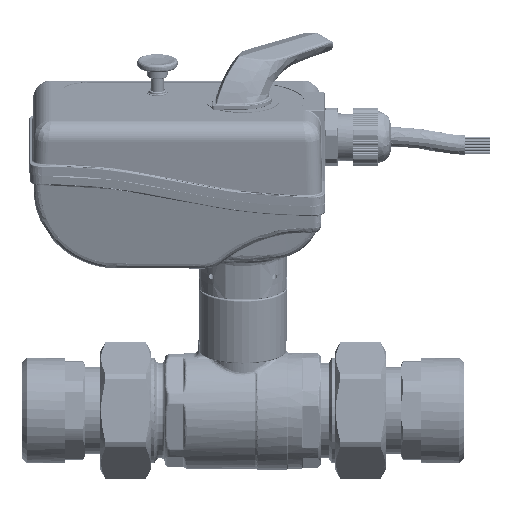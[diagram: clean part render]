
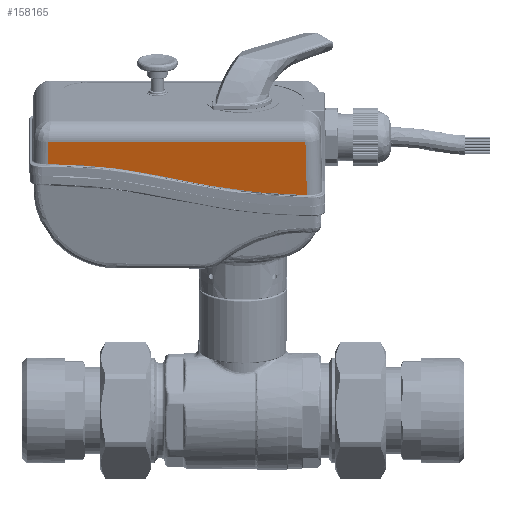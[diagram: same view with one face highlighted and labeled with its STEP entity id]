
A CAD part, front view. The second image highlights one B-rep face of the part: STEP entity #158165.
In plain terms, the highlighted planar face has unit normal (0, 0.96, 0.279).
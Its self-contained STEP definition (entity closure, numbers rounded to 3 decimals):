
#158025=CARTESIAN_POINT('Axis2P3D Location',(-77.881,-148.486,253.828)) ;
#158031=CARTESIAN_POINT('Control Point',(24.731,-148.486,253.828)) ;
#158032=CARTESIAN_POINT('Control Point',(25.301,-142.407,232.931)) ;
#158033=CARTESIAN_POINT('Vertex',(24.731,-148.486,253.828)) ;
#158035=CARTESIAN_POINT('Vertex',(25.301,-142.407,232.931)) ;
#158039=CARTESIAN_POINT('Control Point',(25.301,-142.407,232.931)) ;
#158040=CARTESIAN_POINT('Control Point',(18.669,-142.438,233.038)) ;
#158041=CARTESIAN_POINT('Control Point',(12.38,-142.562,233.462)) ;
#158042=CARTESIAN_POINT('Vertex',(12.38,-142.562,233.462)) ;
#158046=CARTESIAN_POINT('Control Point',(12.38,-142.562,233.462)) ;
#158047=CARTESIAN_POINT('Control Point',(5.807,-142.691,233.905)) ;
#158048=CARTESIAN_POINT('Control Point',(-0.486,-142.922,234.701)) ;
#158049=CARTESIAN_POINT('Vertex',(-0.486,-142.922,234.701)) ;
#158053=CARTESIAN_POINT('Control Point',(-0.486,-142.922,234.701)) ;
#158054=CARTESIAN_POINT('Control Point',(-3.627,-143.038,235.098)) ;
#158055=CARTESIAN_POINT('Control Point',(-6.883,-143.187,235.611)) ;
#158056=CARTESIAN_POINT('Vertex',(-6.883,-143.187,235.611)) ;
#158060=CARTESIAN_POINT('Control Point',(-6.883,-143.187,235.611)) ;
#158061=CARTESIAN_POINT('Control Point',(-9.859,-143.323,236.079)) ;
#158062=CARTESIAN_POINT('Control Point',(-13.252,-143.501,236.691)) ;
#158063=CARTESIAN_POINT('Vertex',(-13.252,-143.501,236.691)) ;
#158067=CARTESIAN_POINT('Control Point',(-13.252,-143.501,236.691)) ;
#158068=CARTESIAN_POINT('Control Point',(-16.078,-143.649,237.201)) ;
#158069=CARTESIAN_POINT('Control Point',(-19.601,-143.848,237.886)) ;
#158070=CARTESIAN_POINT('Vertex',(-19.601,-143.848,237.886)) ;
#158074=CARTESIAN_POINT('Control Point',(-19.601,-143.848,237.886)) ;
#158075=CARTESIAN_POINT('Control Point',(-21.014,-143.928,238.16)) ;
#158076=CARTESIAN_POINT('Control Point',(-22.771,-144.029,238.508)) ;
#158077=CARTESIAN_POINT('Vertex',(-22.771,-144.029,238.508)) ;
#158081=CARTESIAN_POINT('Control Point',(-22.771,-144.029,238.508)) ;
#158082=CARTESIAN_POINT('Control Point',(-23.855,-144.092,238.722)) ;
#158083=CARTESIAN_POINT('Control Point',(-25.94,-144.213,239.137)) ;
#158084=CARTESIAN_POINT('Vertex',(-25.94,-144.213,239.137)) ;
#158088=CARTESIAN_POINT('Control Point',(-25.94,-144.213,239.137)) ;
#158089=CARTESIAN_POINT('Control Point',(-28.084,-144.337,239.564)) ;
#158090=CARTESIAN_POINT('Control Point',(-29.109,-144.396,239.767)) ;
#158091=CARTESIAN_POINT('Vertex',(-29.109,-144.396,239.767)) ;
#158095=CARTESIAN_POINT('Control Point',(-29.109,-144.396,239.767)) ;
#158096=CARTESIAN_POINT('Control Point',(-30.875,-144.497,240.116)) ;
#158097=CARTESIAN_POINT('Control Point',(-32.28,-144.577,240.39)) ;
#158098=CARTESIAN_POINT('Vertex',(-32.28,-144.577,240.39)) ;
#158102=CARTESIAN_POINT('Control Point',(-32.28,-144.577,240.39)) ;
#158103=CARTESIAN_POINT('Control Point',(-35.812,-144.777,241.077)) ;
#158104=CARTESIAN_POINT('Control Point',(-38.634,-144.925,241.588)) ;
#158105=CARTESIAN_POINT('Vertex',(-38.634,-144.925,241.588)) ;
#158109=CARTESIAN_POINT('Control Point',(-38.634,-144.925,241.588)) ;
#158110=CARTESIAN_POINT('Control Point',(-42.034,-145.104,242.203)) ;
#158111=CARTESIAN_POINT('Control Point',(-45.012,-145.241,242.674)) ;
#158112=CARTESIAN_POINT('Vertex',(-45.012,-145.241,242.674)) ;
#158116=CARTESIAN_POINT('Control Point',(-45.012,-145.241,242.674)) ;
#158117=CARTESIAN_POINT('Control Point',(-48.365,-145.396,243.205)) ;
#158118=CARTESIAN_POINT('Control Point',(-51.42,-145.508,243.591)) ;
#158119=CARTESIAN_POINT('Vertex',(-51.42,-145.508,243.591)) ;
#158123=CARTESIAN_POINT('Control Point',(-51.42,-145.508,243.591)) ;
#158124=CARTESIAN_POINT('Control Point',(-57.628,-145.736,244.375)) ;
#158125=CARTESIAN_POINT('Control Point',(-64.318,-145.85,244.767)) ;
#158126=CARTESIAN_POINT('Vertex',(-64.318,-145.85,244.767)) ;
#158130=CARTESIAN_POINT('Control Point',(-64.318,-145.85,244.767)) ;
#158131=CARTESIAN_POINT('Control Point',(-70.467,-145.955,245.128)) ;
#158132=CARTESIAN_POINT('Control Point',(-77.266,-145.967,245.171)) ;
#158133=CARTESIAN_POINT('Vertex',(-77.266,-145.967,245.171)) ;
#158137=CARTESIAN_POINT('Control Point',(-77.266,-145.967,245.171)) ;
#158138=CARTESIAN_POINT('Control Point',(-77.03,-148.486,253.828)) ;
#158139=CARTESIAN_POINT('Vertex',(-77.03,-148.486,253.828)) ;
#158143=CARTESIAN_POINT('Control Point',(-77.03,-148.486,253.828)) ;
#158144=CARTESIAN_POINT('Control Point',(24.731,-148.486,253.828)) ;
#158026=DIRECTION('Axis2P3D Direction',(0.,0.96,0.279)) ;
#158027=DIRECTION('Axis2P3D XDirection',(1.,0.,0.)) ;
#158028=AXIS2_PLACEMENT_3D('Plane Axis2P3D',#158025,#158026,#158027) ;
#158029=PLANE('',#158028) ;
#158037=EDGE_CURVE('',#158034,#158036,#158030,.T.) ;
#158044=EDGE_CURVE('',#158036,#158043,#158038,.T.) ;
#158051=EDGE_CURVE('',#158043,#158050,#158045,.T.) ;
#158058=EDGE_CURVE('',#158050,#158057,#158052,.T.) ;
#158065=EDGE_CURVE('',#158057,#158064,#158059,.T.) ;
#158072=EDGE_CURVE('',#158064,#158071,#158066,.T.) ;
#158079=EDGE_CURVE('',#158071,#158078,#158073,.T.) ;
#158086=EDGE_CURVE('',#158078,#158085,#158080,.T.) ;
#158093=EDGE_CURVE('',#158085,#158092,#158087,.T.) ;
#158100=EDGE_CURVE('',#158092,#158099,#158094,.T.) ;
#158107=EDGE_CURVE('',#158099,#158106,#158101,.T.) ;
#158114=EDGE_CURVE('',#158106,#158113,#158108,.T.) ;
#158121=EDGE_CURVE('',#158113,#158120,#158115,.T.) ;
#158128=EDGE_CURVE('',#158120,#158127,#158122,.T.) ;
#158135=EDGE_CURVE('',#158127,#158134,#158129,.T.) ;
#158141=EDGE_CURVE('',#158134,#158140,#158136,.T.) ;
#158145=EDGE_CURVE('',#158140,#158034,#158142,.T.) ;
#158147=ORIENTED_EDGE('',*,*,#158037,.T.) ;
#158148=ORIENTED_EDGE('',*,*,#158044,.T.) ;
#158149=ORIENTED_EDGE('',*,*,#158051,.T.) ;
#158150=ORIENTED_EDGE('',*,*,#158058,.T.) ;
#158151=ORIENTED_EDGE('',*,*,#158065,.T.) ;
#158152=ORIENTED_EDGE('',*,*,#158072,.T.) ;
#158153=ORIENTED_EDGE('',*,*,#158079,.T.) ;
#158154=ORIENTED_EDGE('',*,*,#158086,.T.) ;
#158155=ORIENTED_EDGE('',*,*,#158093,.T.) ;
#158156=ORIENTED_EDGE('',*,*,#158100,.T.) ;
#158157=ORIENTED_EDGE('',*,*,#158107,.T.) ;
#158158=ORIENTED_EDGE('',*,*,#158114,.T.) ;
#158159=ORIENTED_EDGE('',*,*,#158121,.T.) ;
#158160=ORIENTED_EDGE('',*,*,#158128,.T.) ;
#158161=ORIENTED_EDGE('',*,*,#158135,.T.) ;
#158162=ORIENTED_EDGE('',*,*,#158141,.T.) ;
#158163=ORIENTED_EDGE('',*,*,#158145,.T.) ;
#158146=EDGE_LOOP('',(#158147,#158148,#158149,#158150,#158151,#158152,#158153,#158154,#158155,#158156,#158157,#158158,#158159,#158160,#158161,#158162,#158163)) ;
#158034=VERTEX_POINT('',#158033) ;
#158036=VERTEX_POINT('',#158035) ;
#158043=VERTEX_POINT('',#158042) ;
#158050=VERTEX_POINT('',#158049) ;
#158057=VERTEX_POINT('',#158056) ;
#158064=VERTEX_POINT('',#158063) ;
#158071=VERTEX_POINT('',#158070) ;
#158078=VERTEX_POINT('',#158077) ;
#158085=VERTEX_POINT('',#158084) ;
#158092=VERTEX_POINT('',#158091) ;
#158099=VERTEX_POINT('',#158098) ;
#158106=VERTEX_POINT('',#158105) ;
#158113=VERTEX_POINT('',#158112) ;
#158120=VERTEX_POINT('',#158119) ;
#158127=VERTEX_POINT('',#158126) ;
#158134=VERTEX_POINT('',#158133) ;
#158140=VERTEX_POINT('',#158139) ;
#158165=ADVANCED_FACE('Superficie.1499',(#158164),#158029,.T.) ;
#158030=B_SPLINE_CURVE_WITH_KNOTS('',1,(#158031,#158032),.UNSPECIFIED.,.F.,.U.,(2,2),(0.,21.771),.UNSPECIFIED.) ;
#158038=B_SPLINE_CURVE_WITH_KNOTS('',2,(#158039,#158040,#158041),.UNSPECIFIED.,.F.,.U.,(3,3),(0.,12.938),.UNSPECIFIED.) ;
#158045=B_SPLINE_CURVE_WITH_KNOTS('',2,(#158046,#158047,#158048),.UNSPECIFIED.,.F.,.U.,(3,3),(0.,12.937),.UNSPECIFIED.) ;
#158052=B_SPLINE_CURVE_WITH_KNOTS('',2,(#158053,#158054,#158055),.UNSPECIFIED.,.F.,.U.,(3,3),(0.,6.467),.UNSPECIFIED.) ;
#158059=B_SPLINE_CURVE_WITH_KNOTS('',2,(#158060,#158061,#158062),.UNSPECIFIED.,.F.,.U.,(3,3),(0.,6.468),.UNSPECIFIED.) ;
#158066=B_SPLINE_CURVE_WITH_KNOTS('',2,(#158067,#158068,#158069),.UNSPECIFIED.,.F.,.U.,(3,3),(0.,6.47),.UNSPECIFIED.) ;
#158073=B_SPLINE_CURVE_WITH_KNOTS('',2,(#158074,#158075,#158076),.UNSPECIFIED.,.F.,.U.,(3,3),(0.,3.236),.UNSPECIFIED.) ;
#158080=B_SPLINE_CURVE_WITH_KNOTS('',2,(#158081,#158082,#158083),.UNSPECIFIED.,.F.,.U.,(3,3),(0.,3.236),.UNSPECIFIED.) ;
#158087=B_SPLINE_CURVE_WITH_KNOTS('',2,(#158088,#158089,#158090),.UNSPECIFIED.,.F.,.U.,(3,3),(0.,3.236),.UNSPECIFIED.) ;
#158094=B_SPLINE_CURVE_WITH_KNOTS('',2,(#158095,#158096,#158097),.UNSPECIFIED.,.F.,.U.,(3,3),(0.,3.237),.UNSPECIFIED.) ;
#158101=B_SPLINE_CURVE_WITH_KNOTS('',2,(#158102,#158103,#158104),.UNSPECIFIED.,.F.,.U.,(3,3),(0.,6.475),.UNSPECIFIED.) ;
#158108=B_SPLINE_CURVE_WITH_KNOTS('',2,(#158109,#158110,#158111),.UNSPECIFIED.,.F.,.U.,(3,3),(0.,6.477),.UNSPECIFIED.) ;
#158115=B_SPLINE_CURVE_WITH_KNOTS('',2,(#158116,#158117,#158118),.UNSPECIFIED.,.F.,.U.,(3,3),(0.,6.48),.UNSPECIFIED.) ;
#158122=B_SPLINE_CURVE_WITH_KNOTS('',2,(#158123,#158124,#158125),.UNSPECIFIED.,.F.,.U.,(3,3),(0.,12.964),.UNSPECIFIED.) ;
#158129=B_SPLINE_CURVE_WITH_KNOTS('',2,(#158130,#158131,#158132),.UNSPECIFIED.,.F.,.U.,(3,3),(0.,12.959),.UNSPECIFIED.) ;
#158136=B_SPLINE_CURVE_WITH_KNOTS('',1,(#158137,#158138),.UNSPECIFIED.,.F.,.U.,(2,2),(0.,9.019),.UNSPECIFIED.) ;
#158142=B_SPLINE_CURVE_WITH_KNOTS('',1,(#158143,#158144),.UNSPECIFIED.,.F.,.U.,(2,2),(0.,101.761),.UNSPECIFIED.) ;
#158164=FACE_OUTER_BOUND('',#158146,.T.) ;
